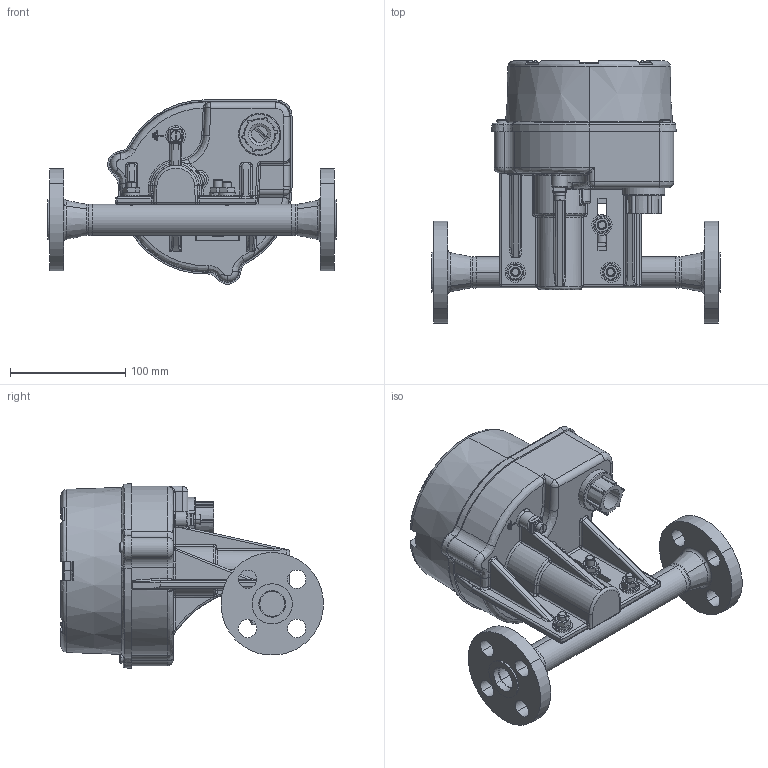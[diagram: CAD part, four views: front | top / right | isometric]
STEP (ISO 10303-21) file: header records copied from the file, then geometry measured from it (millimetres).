
FILE_DESCRIPTION (( 'STEP AP203' ), '1' );
FILE_NAME ('3809G-A-08-F-1-C-0.STEP', '2022-04-13T15:43:11', ( '' ), ( '' ), 'SwSTEP 2.0', 'SolidWorks 2020', '' );
FILE_SCHEMA (( 'CONFIG_CONTROL_DESIGN' ));
Length unit declared in the file: inch
Products named in the file (1): 3809G-A-08-F-1-C-0
Bounding box: 250 x 227.56 x 159.74 mm (x, y, z)
Volume: 878170 mm3; surface area: 310801 mm2
Topology: 35 solids, 35 shells, 1803 faces, 4378 edges, 2633 vertices
Faces by surface type: cylinder 716, plane 454, bspline 416, cone 182, torus 35
Entity records: 99239 total; most frequent: CARTESIAN_POINT 59964, ORIENTED_EDGE 8594, DIRECTION 7700, EDGE_CURVE 4297, AXIS2_PLACEMENT_3D 3048, VERTEX_POINT 2633, EDGE_LOOP 1936, FACE_OUTER_BOUND 1803
